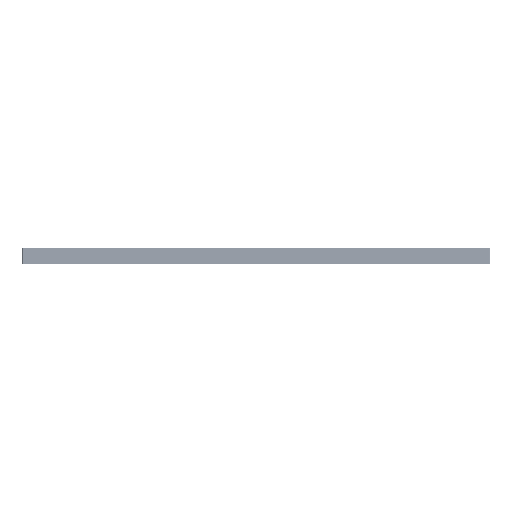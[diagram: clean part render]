
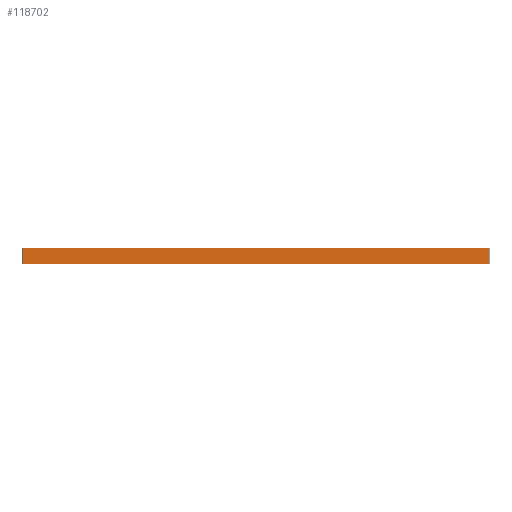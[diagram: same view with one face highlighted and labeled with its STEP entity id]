
A CAD part, left-side view. The second image highlights one B-rep face of the part: STEP entity #118702.
In plain terms, the highlighted planar face has unit normal (-1, 0, 0).
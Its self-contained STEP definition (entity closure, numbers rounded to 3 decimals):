
#17496=FACE_OUTER_BOUND('',#29835,.T.);
#29835=EDGE_LOOP('',(#101138,#101139,#101140,#101141));
#36599=LINE('',#192455,#41770);
#36614=LINE('',#194233,#41785);
#38158=LINE('',#202706,#43329);
#38159=LINE('',#202708,#43330);
#41770=VECTOR('',#152910,0.394);
#41785=VECTOR('',#154675,0.394);
#43329=VECTOR('',#165459,0.394);
#43330=VECTOR('',#165462,0.394);
#58774=VERTEX_POINT('',#192452);
#58775=VERTEX_POINT('',#192454);
#59662=VERTEX_POINT('',#194230);
#59663=VERTEX_POINT('',#194232);
#70855=EDGE_CURVE('',#58774,#58775,#36599,.T.);
#71743=EDGE_CURVE('',#59662,#59663,#36614,.T.);
#75596=EDGE_CURVE('',#59663,#58774,#38158,.T.);
#75597=EDGE_CURVE('',#58775,#59662,#38159,.T.);
#101138=ORIENTED_EDGE('',*,*,#75596,.F.);
#101139=ORIENTED_EDGE('',*,*,#71743,.F.);
#101140=ORIENTED_EDGE('',*,*,#75597,.F.);
#101141=ORIENTED_EDGE('',*,*,#70855,.F.);
#112872=PLANE('',#132903);
#118702=ADVANCED_FACE('',(#17496),#112872,.F.);
#132903=AXIS2_PLACEMENT_3D('',#202707,#165460,#165461);
#152910=DIRECTION('',(0.,-1.,0.));
#154675=DIRECTION('',(0.,1.,0.));
#165459=DIRECTION('',(0.,0.,1.));
#165460=DIRECTION('center_axis',(1.,0.,0.));
#165461=DIRECTION('ref_axis',(0.,-1.,0.));
#165462=DIRECTION('',(0.,0.,-1.));
#192452=CARTESIAN_POINT('',(30.309,24.917,0.95));
#192454=CARTESIAN_POINT('',(30.309,-2.917,0.95));
#192455=CARTESIAN_POINT('',(30.309,18.163,0.95));
#194230=CARTESIAN_POINT('',(30.309,-2.917,0.));
#194232=CARTESIAN_POINT('',(30.309,24.917,0.));
#194233=CARTESIAN_POINT('',(30.309,18.163,0.));
#202706=CARTESIAN_POINT('',(30.309,24.917,0.716));
#202707=CARTESIAN_POINT('Origin',(30.309,25.326,0.955));
#202708=CARTESIAN_POINT('',(30.309,-2.917,0.716));
